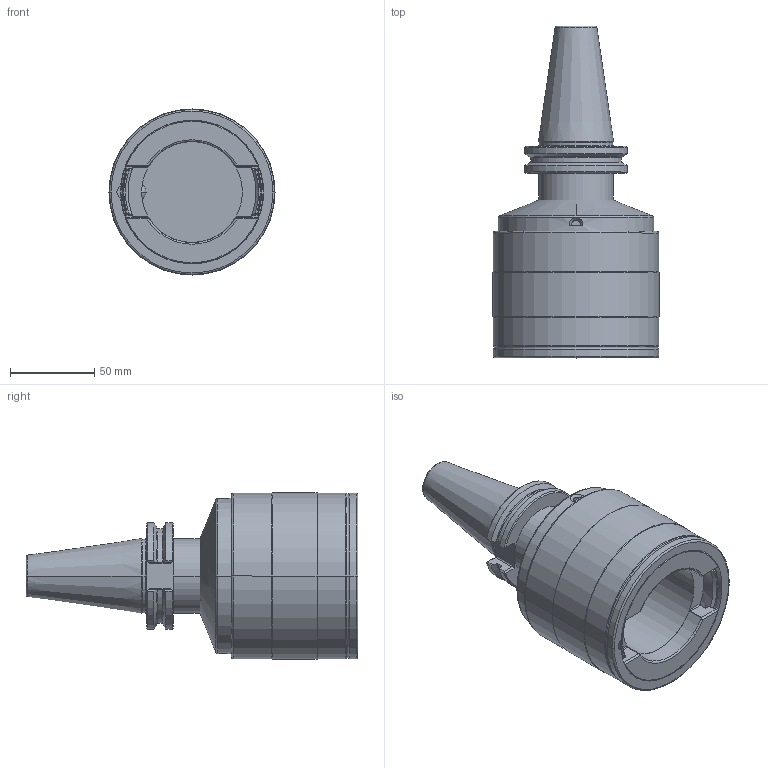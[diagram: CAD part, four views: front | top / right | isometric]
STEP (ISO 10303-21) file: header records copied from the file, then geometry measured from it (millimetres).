
FILE_DESCRIPTION((''),'2;1');
FILE_NAME('32900-40CAT','2021-06-21T14:10:08',('046'),(''),'CREO PARAMETRIC BY PTC INC, 2019352','CREO PARAMETRIC BY PTC INC, 2019352','');
FILE_SCHEMA(('CONFIG_CONTROL_DESIGN'));
Length unit declared in the file: millimetre
Products named in the file (1): 32900-40CAT
Bounding box: 98.5 x 196.8 x 98.5 mm (x, y, z)
Volume: 612234.8 mm3; surface area: 75984.1 mm2
Topology: 1 solids, 1 shells, 205 faces, 555 edges, 354 vertices
Faces by surface type: plane 80, cylinder 57, cone 32, torus 28, bspline 6, sphere 2
Entity records: 7904 total; most frequent: CARTESIAN_POINT 2874, ORIENTED_EDGE 1102, DIRECTION 978, EDGE_CURVE 551, AXIS2_PLACEMENT_3D 378, VERTEX_POINT 354, VECTOR 222, LINE 222
